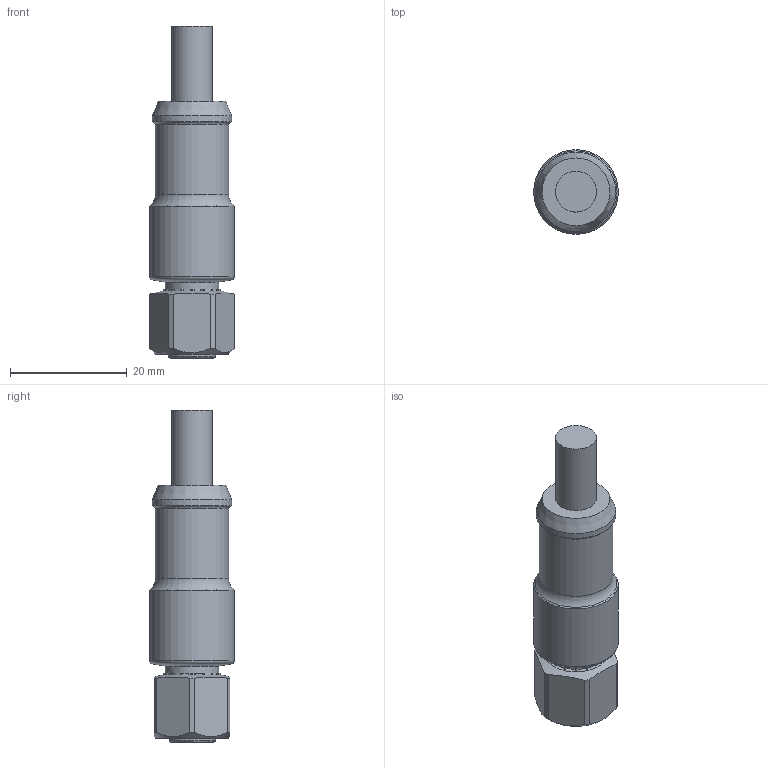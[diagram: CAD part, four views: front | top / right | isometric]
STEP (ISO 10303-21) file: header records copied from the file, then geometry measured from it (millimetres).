
FILE_DESCRIPTION(/* description */ (''),/* implementation_level */ '2;1');
FILE_NAME(/* name */ '77 8730 0000 30709.stp',/* time_stamp */ '2021-08-09T09:01:17+02:00',/* author */ (''),/* organization */ (''),/* preprocessor_version */ 'ST-DEVELOPER v16',/* originating_system */ 'SIEMENS PLM Software NX 11.0',/* authorisation */ '');
FILE_SCHEMA (('AUTOMOTIVE_DESIGN { 1 0 10303 214 3 1 1 1 }'));
Length unit declared in the file: millimetre
Products named in the file (1): shol17EC873Bk7wx
Bounding box: 14.5 x 14.5 x 56.9 mm (x, y, z)
Volume: 6253.6 mm3; surface area: 3082.3 mm2
Topology: 1 solids, 1 shells, 181 faces, 475 edges, 311 vertices
Faces by surface type: plane 106, cylinder 52, cone 15, torus 6, sphere 2
Full cylindrical faces by diameter (mm): 1.5 x1, 7 x1, 8.125 x1, 9.2 x1, 9.225 x1, 10.9 x1, 12.6 x1, 13.6 x1, 14.5 x1
Entity records: 5414 total; most frequent: CARTESIAN_POINT 966, DIRECTION 952, ORIENTED_EDGE 870, EDGE_CURVE 435, AXIS2_PLACEMENT_3D 347, VERTEX_POINT 301, LINE 258, VECTOR 258
